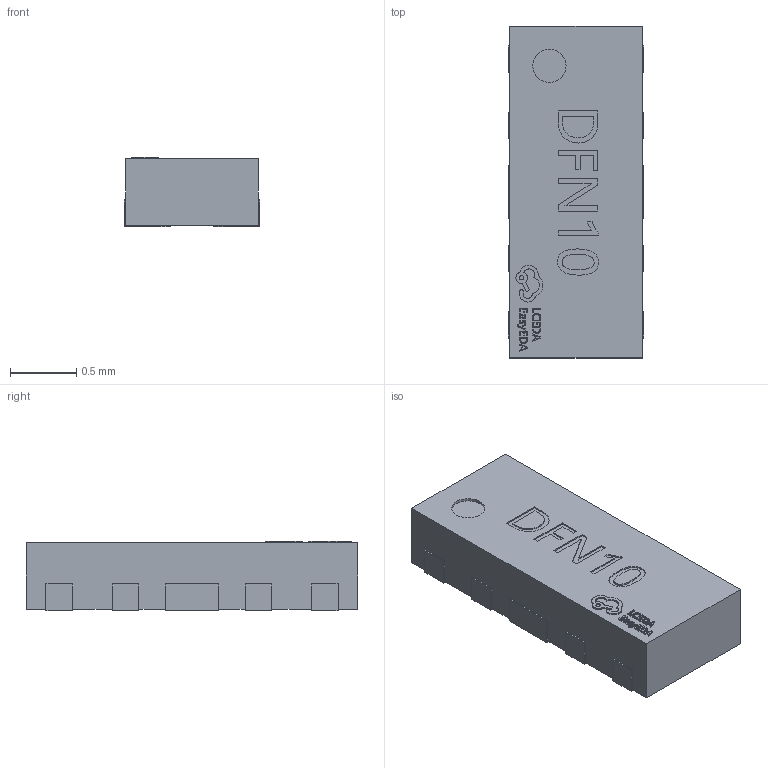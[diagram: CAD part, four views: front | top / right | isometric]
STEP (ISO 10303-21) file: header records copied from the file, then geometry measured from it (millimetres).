
FILE_DESCRIPTION (( 'STEP AP214' ), '1' );
FILE_NAME ('DFN-10_L2.5-W1.0-H0.5-P0.50.step', '2022-06-30T13:01:53', ( '' ), ( '' ), 'SwSTEP 2.0', 'SolidWorks 2020', '' );
FILE_SCHEMA (( 'AUTOMOTIVE_DESIGN' ));
Length unit declared in the file: millimetre
Products named in the file (1): DFN-10_L2.5-W1.0-H0.5-P0.50
Bounding box: 1.02 x 2.5 x 0.52 mm (x, y, z)
Volume: 1.3 mm3; surface area: 8.9 mm2
Topology: 1 solids, 1 shells, 414 faces, 1134 edges, 756 vertices
Faces by surface type: plane 270, bspline 130, cylinder 14
Entity records: 18407 total; most frequent: CARTESIAN_POINT 5507, ORIENTED_EDGE 2268, DIRECTION 1468, EDGE_CURVE 1134, LINE 842, VECTOR 842, VERTEX_POINT 756, EDGE_LOOP 448
